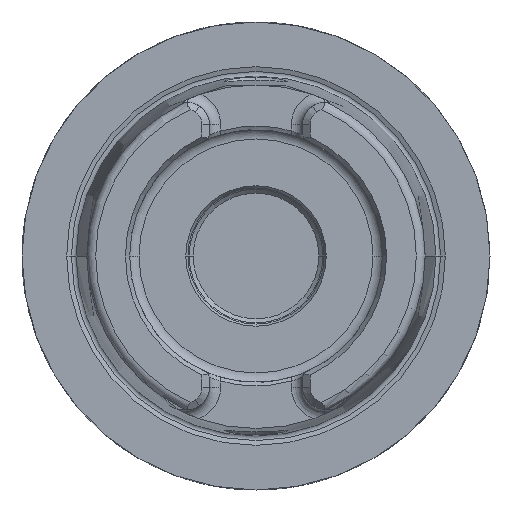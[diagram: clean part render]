
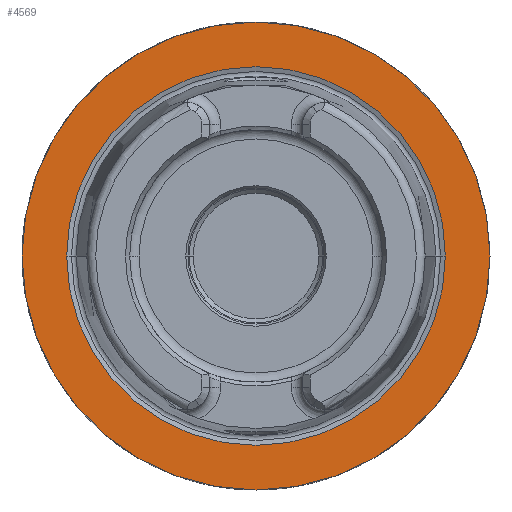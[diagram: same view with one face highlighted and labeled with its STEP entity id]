
A CAD part, left-side view. The second image highlights one B-rep face of the part: STEP entity #4569.
In plain terms, the highlighted planar face has unit normal (-1, 0, 0).
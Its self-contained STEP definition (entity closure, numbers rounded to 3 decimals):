
#1068=CARTESIAN_POINT('',(0.,0.,0.));
#1069=DIRECTION('',(1.,0.,0.));
#1070=DIRECTION('',(0.,1.,0.));
#1071=AXIS2_PLACEMENT_3D('',#1068,#1069,#1070);
#1073=CARTESIAN_POINT('',(0.,0.,0.));
#1074=DIRECTION('',(-1.,0.,0.));
#1075=DIRECTION('',(0.,1.,0.));
#1076=AXIS2_PLACEMENT_3D('',#1073,#1074,#1075);
#1078=CARTESIAN_POINT('',(0.,0.,0.));
#1079=DIRECTION('',(-1.,0.,0.));
#1080=DIRECTION('',(0.,-1.,0.));
#1081=AXIS2_PLACEMENT_3D('',#1078,#1079,#1080);
#1083=CARTESIAN_POINT('',(0.,0.,0.));
#1084=DIRECTION('',(-1.,0.,0.));
#1085=DIRECTION('',(0.,1.,0.));
#1086=AXIS2_PLACEMENT_3D('',#1083,#1084,#1085);
#2818=CARTESIAN_POINT('',(0.,31.5,0.));
#2819=CARTESIAN_POINT('',(0.,-31.5,0.));
#2820=VERTEX_POINT('',#2818);
#2821=VERTEX_POINT('',#2819);
#2846=CARTESIAN_POINT('',(0.,-25.49,0.));
#2847=VERTEX_POINT('',#2846);
#2848=CARTESIAN_POINT('',(0.,25.49,0.));
#2849=VERTEX_POINT('',#2848);
#4554=CARTESIAN_POINT('',(0.,0.,0.));
#4555=DIRECTION('',(1.,0.,0.));
#4556=DIRECTION('',(0.,-1.,0.));
#4557=AXIS2_PLACEMENT_3D('',#4554,#4555,#4556);
#4558=PLANE('',#4557);
#4560=ORIENTED_EDGE('',*,*,#4559,.T.);
#4562=ORIENTED_EDGE('',*,*,#4561,.F.);
#4563=EDGE_LOOP('',(#4560,#4562));
#4564=FACE_OUTER_BOUND('',#4563,.F.);
#4565=ORIENTED_EDGE('',*,*,#4549,.T.);
#4566=ORIENTED_EDGE('',*,*,#4533,.T.);
#4567=EDGE_LOOP('',(#4565,#4566));
#4568=FACE_BOUND('',#4567,.F.);
#4569=ADVANCED_FACE('',(#4564,#4568),#4558,.F.);
#1072=CIRCLE('',#1071,31.5);
#1077=CIRCLE('',#1076,31.5);
#1082=CIRCLE('',#1081,25.49);
#1087=CIRCLE('',#1086,25.49);
#4533=EDGE_CURVE('',#2849,#2847,#1087,.T.);
#4549=EDGE_CURVE('',#2847,#2849,#1082,.T.);
#4559=EDGE_CURVE('',#2820,#2821,#1072,.T.);
#4561=EDGE_CURVE('',#2820,#2821,#1077,.T.);
